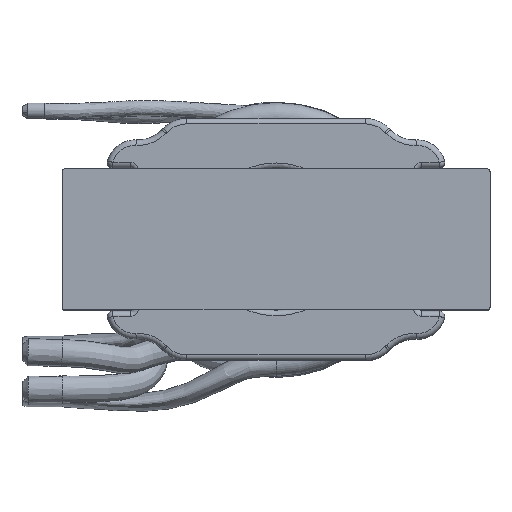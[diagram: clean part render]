
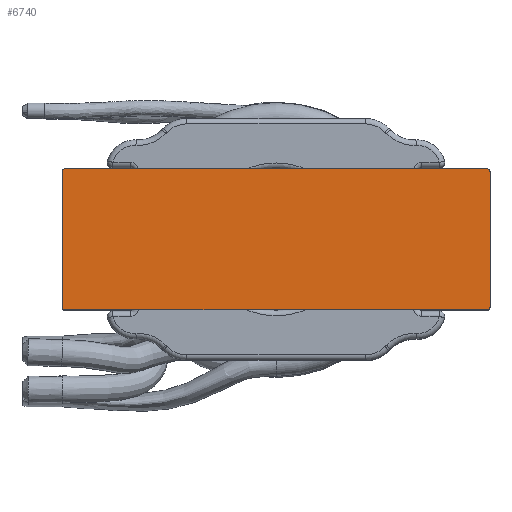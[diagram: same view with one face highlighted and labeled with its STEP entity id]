
A CAD part, top view. The second image highlights one B-rep face of the part: STEP entity #6740.
In plain terms, the highlighted planar face has unit normal (0, 0, 1).
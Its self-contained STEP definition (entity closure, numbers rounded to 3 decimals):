
#326=PLANE('',#7331);
#486=LINE('',#13095,#652);
#495=LINE('',#13125,#661);
#496=LINE('',#13127,#662);
#497=LINE('',#13131,#663);
#652=VECTOR('',#8640,10.);
#661=VECTOR('',#8667,10.);
#662=VECTOR('',#8670,10.);
#663=VECTOR('',#8673,10.);
#964=FACE_OUTER_BOUND('',#1423,.T.);
#1423=EDGE_LOOP('',(#4913,#4914,#4915,#4916,#4917,#4918,#4919,#4920));
#2065=CIRCLE('',#7320,0.25);
#2071=CIRCLE('',#7329,0.25);
#2072=CIRCLE('',#7332,0.25);
#2073=CIRCLE('',#7333,0.25);
#2789=VERTEX_POINT('',#13088);
#2790=VERTEX_POINT('',#13090);
#2791=VERTEX_POINT('',#13094);
#2800=VERTEX_POINT('',#13115);
#2801=VERTEX_POINT('',#13117);
#2803=VERTEX_POINT('',#13123);
#2804=VERTEX_POINT('',#13128);
#2805=VERTEX_POINT('',#13130);
#3562=EDGE_CURVE('',#2790,#2789,#2065,.T.);
#3564=EDGE_CURVE('',#2791,#2790,#486,.T.);
#3575=EDGE_CURVE('',#2801,#2800,#2071,.T.);
#3579=EDGE_CURVE('',#2800,#2803,#495,.T.);
#3580=EDGE_CURVE('',#2789,#2801,#496,.T.);
#3581=EDGE_CURVE('',#2803,#2804,#2072,.T.);
#3582=EDGE_CURVE('',#2804,#2805,#497,.T.);
#3583=EDGE_CURVE('',#2805,#2791,#2073,.T.);
#4913=ORIENTED_EDGE('',*,*,#3562,.T.);
#4914=ORIENTED_EDGE('',*,*,#3580,.T.);
#4915=ORIENTED_EDGE('',*,*,#3575,.T.);
#4916=ORIENTED_EDGE('',*,*,#3579,.T.);
#4917=ORIENTED_EDGE('',*,*,#3581,.T.);
#4918=ORIENTED_EDGE('',*,*,#3582,.T.);
#4919=ORIENTED_EDGE('',*,*,#3583,.T.);
#4920=ORIENTED_EDGE('',*,*,#3564,.T.);
#6740=ADVANCED_FACE('',(#964),#326,.T.);
#7320=AXIS2_PLACEMENT_3D('',#13091,#8635,#8636);
#7329=AXIS2_PLACEMENT_3D('',#13118,#8660,#8661);
#7331=AXIS2_PLACEMENT_3D('',#13126,#8668,#8669);
#7332=AXIS2_PLACEMENT_3D('',#13129,#8671,#8672);
#7333=AXIS2_PLACEMENT_3D('',#13132,#8674,#8675);
#8635=DIRECTION('center_axis',(0.,0.,1.));
#8636=DIRECTION('ref_axis',(-0.707,-0.707,0.));
#8640=DIRECTION('',(0.,-1.,0.));
#8660=DIRECTION('center_axis',(0.,0.,1.));
#8661=DIRECTION('ref_axis',(0.707,-0.707,0.));
#8667=DIRECTION('',(0.,1.,0.));
#8668=DIRECTION('center_axis',(0.,0.,1.));
#8669=DIRECTION('ref_axis',(1.,0.,0.));
#8670=DIRECTION('',(1.,0.,0.));
#8671=DIRECTION('center_axis',(0.,0.,1.));
#8672=DIRECTION('ref_axis',(0.707,0.707,0.));
#8673=DIRECTION('',(-1.,0.,0.));
#8674=DIRECTION('center_axis',(0.,0.,1.));
#8675=DIRECTION('ref_axis',(-0.707,0.707,0.));
#13088=CARTESIAN_POINT('',(0.25,0.,40.));
#13090=CARTESIAN_POINT('',(0.,0.25,40.));
#13091=CARTESIAN_POINT('Origin',(0.25,0.25,40.));
#13094=CARTESIAN_POINT('',(0.,12.55,40.));
#13095=CARTESIAN_POINT('',(0.,12.8,40.));
#13115=CARTESIAN_POINT('',(38.9,0.25,40.));
#13117=CARTESIAN_POINT('',(38.65,0.,40.));
#13118=CARTESIAN_POINT('Origin',(38.65,0.25,40.));
#13123=CARTESIAN_POINT('',(38.9,12.55,40.));
#13125=CARTESIAN_POINT('',(38.9,0.,40.));
#13126=CARTESIAN_POINT('Origin',(3.136,6.4,40.));
#13127=CARTESIAN_POINT('',(0.,0.,40.));
#13128=CARTESIAN_POINT('',(38.65,12.8,40.));
#13129=CARTESIAN_POINT('Origin',(38.65,12.55,40.));
#13130=CARTESIAN_POINT('',(0.25,12.8,40.));
#13131=CARTESIAN_POINT('',(38.9,12.8,40.));
#13132=CARTESIAN_POINT('Origin',(0.25,12.55,40.));
